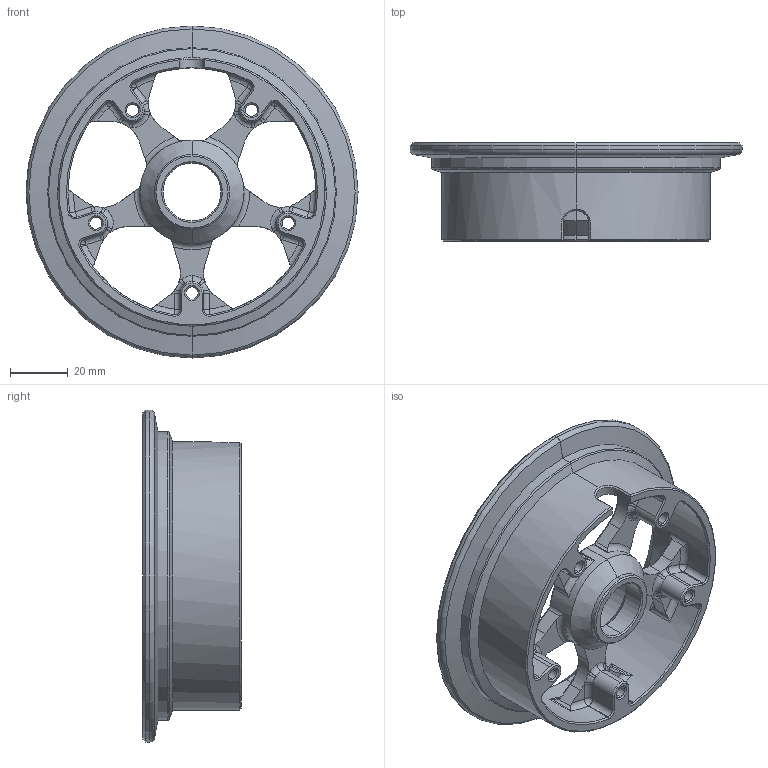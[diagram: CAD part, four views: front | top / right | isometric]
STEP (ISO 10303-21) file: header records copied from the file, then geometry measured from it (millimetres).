
FILE_DESCRIPTION (( 'STEP AP203' ), '1' );
FILE_NAME ('External wheel.stp', '2021-12-02T15:24:30', ( '' ), ( '' ), 'SwSTEP 2.0', 'SolidWorks 2022', '' );
FILE_SCHEMA (( 'CONFIG_CONTROL_DESIGN' ));
Length unit declared in the file: millimetre
Products named in the file (1): External wheel
Bounding box: 115 x 34 x 115 mm (x, y, z)
Volume: 69678.1 mm3; surface area: 35735 mm2
Topology: 1 solids, 1 shells, 369 faces, 919 edges, 529 vertices
Faces by surface type: cone 96, cylinder 95, plane 84, torus 50, bspline 31, sphere 13
Entity records: 13919 total; most frequent: CARTESIAN_POINT 5233, DIRECTION 1864, ORIENTED_EDGE 1804, EDGE_CURVE 902, AXIS2_PLACEMENT_3D 752, VERTEX_POINT 527, CIRCLE 413, EDGE_LOOP 383
